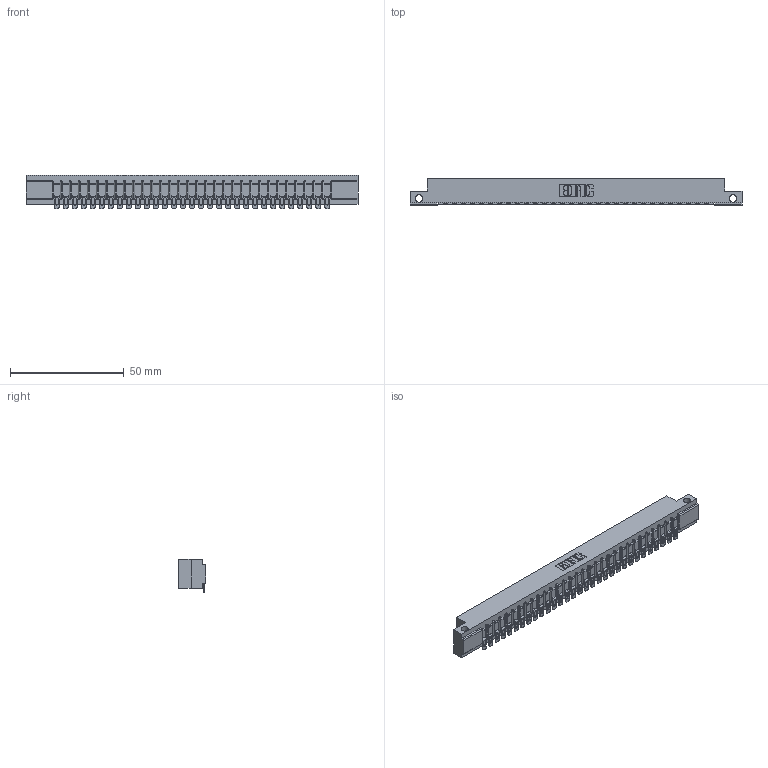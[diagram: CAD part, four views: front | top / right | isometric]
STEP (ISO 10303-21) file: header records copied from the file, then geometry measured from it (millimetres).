
FILE_DESCRIPTION (( 'STEP AP203' ), '1' );
FILE_NAME ('307-031-554-112.STEP', '2019-09-05T04:59:52', ( '' ), ( '' ), 'SwSTEP 2.0', 'SolidWorks 2016', '' );
FILE_SCHEMA (( 'CONFIG_CONTROL_DESIGN' ));
Length unit declared in the file: inch
Products named in the file (3): 307 Part_.128 Dia Side Mounting Holes; 307-290-002_554; 307-031-554-112
Assembly tree (32 placements, depth 2):
  307-031-554-112
    307 Part_.128 Dia Side Mounting Holes
    307-290-002_554  x31
Bounding box: 145.85 x 12.01 x 14.52 mm (x, y, z)
Volume: 15394.5 mm3; surface area: 19224.1 mm2
Topology: 32 solids, 32 shells, 2661 faces, 8166 edges, 5356 vertices
Faces by surface type: plane 1496, cylinder 1101, sphere 64
Entity records: 28899 total; most frequent: CARTESIAN_POINT 4874, ORIENTED_EDGE 4864, DIRECTION 4746, EDGE_CURVE 2432, LINE 1850, VECTOR 1850, VERTEX_POINT 1576, AXIS2_PLACEMENT_3D 1448
